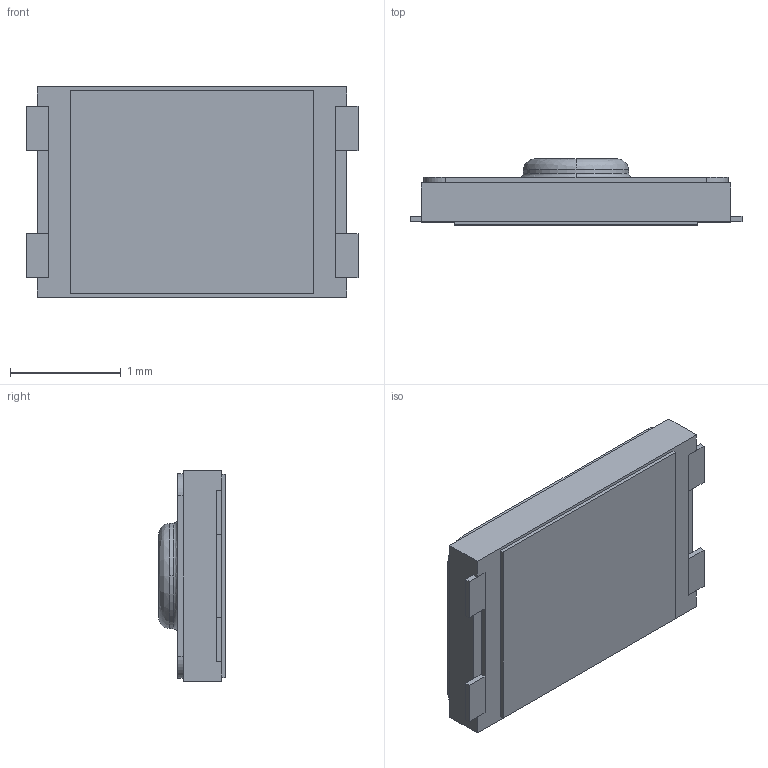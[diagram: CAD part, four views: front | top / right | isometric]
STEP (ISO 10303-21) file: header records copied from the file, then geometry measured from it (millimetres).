
FILE_DESCRIPTION (( 'STEP AP214' ), '1' );
FILE_NAME ('USLPT2819DT2TR.STEP', '2019-03-01T18:25:26', ( '' ), ( '' ), 'SwSTEP 2.0', 'SolidWorks 2017', '' );
FILE_SCHEMA (( 'AUTOMOTIVE_DESIGN' ));
Length unit declared in the file: millimetre
Products named in the file (1): USLPT2819DT2TR
Bounding box: 3 x 0.6 x 1.9 mm (x, y, z)
Volume: 2.4 mm3; surface area: 27.6 mm2
Topology: 7 solids, 7 shells, 61 faces, 138 edges, 92 vertices
Faces by surface type: plane 51, cylinder 6, bspline 4
Entity records: 1876 total; most frequent: CARTESIAN_POINT 414, ORIENTED_EDGE 276, DIRECTION 270, EDGE_CURVE 138, LINE 114, VECTOR 114, VERTEX_POINT 92, AXIS2_PLACEMENT_3D 78
